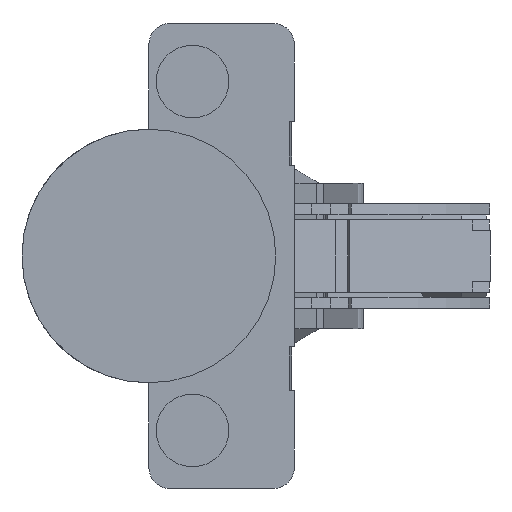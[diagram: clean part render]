
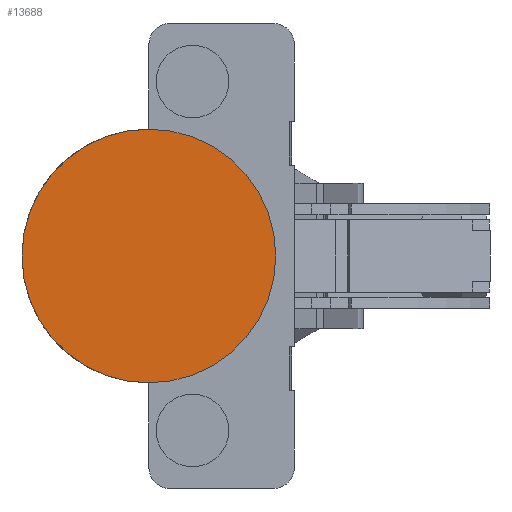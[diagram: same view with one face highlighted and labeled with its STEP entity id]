
A CAD part, front view. The second image highlights one B-rep face of the part: STEP entity #13688.
In plain terms, the highlighted planar face has unit normal (0, -1, 0).
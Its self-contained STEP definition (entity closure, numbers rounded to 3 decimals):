
#6516=CARTESIAN_POINT('',(9.371,-11.5,0.));
#6517=DIRECTION('',(0.,1.,0.));
#6518=DIRECTION('',(1.,0.,0.));
#6519=AXIS2_PLACEMENT_3D('',#6516,#6517,#6518);
#6524=CARTESIAN_POINT('',(9.371,-11.5,0.));
#6525=DIRECTION('',(0.,1.,0.));
#6526=DIRECTION('',(-1.,0.,0.));
#6527=AXIS2_PLACEMENT_3D('',#6524,#6525,#6526);
#8218=CARTESIAN_POINT('',(26.821,-11.5,0.));
#8219=CARTESIAN_POINT('',(-8.079,-11.5,0.));
#8220=VERTEX_POINT('',#8218);
#8221=VERTEX_POINT('',#8219);
#13679=CARTESIAN_POINT('',(9.371,-11.5,0.));
#13680=DIRECTION('',(0.,1.,0.));
#13681=DIRECTION('',(-1.,0.,0.));
#13682=AXIS2_PLACEMENT_3D('',#13679,#13680,#13681);
#13683=PLANE('',#13682);
#13684=ORIENTED_EDGE('',*,*,#10140,.T.);
#13685=ORIENTED_EDGE('',*,*,#10109,.T.);
#13686=EDGE_LOOP('',(#13684,#13685));
#13687=FACE_OUTER_BOUND('',#13686,.F.);
#6520=CIRCLE('',#6519,17.45);
#6528=CIRCLE('',#6527,17.45);
#10109=EDGE_CURVE('',#8221,#8220,#6528,.T.);
#10140=EDGE_CURVE('',#8220,#8221,#6520,.T.);
#13688=ADVANCED_FACE('',(#13687),#13683,.F.);
